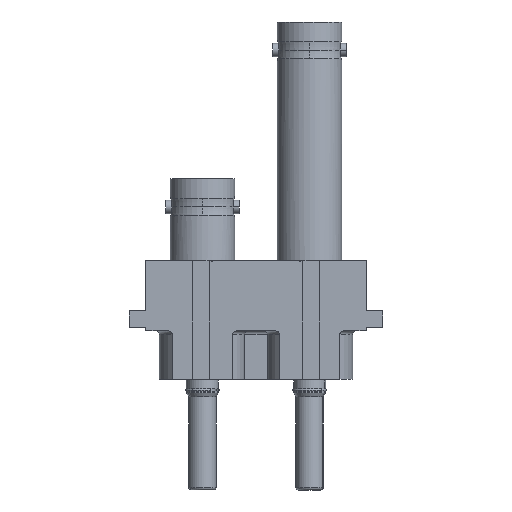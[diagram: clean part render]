
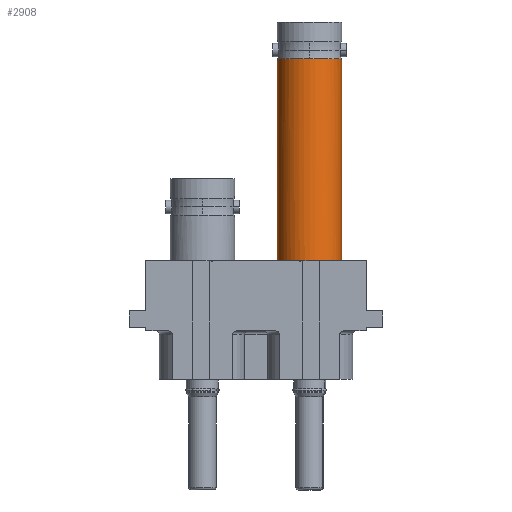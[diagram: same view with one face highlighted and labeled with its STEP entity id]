
A CAD part, left-side view. The second image highlights one B-rep face of the part: STEP entity #2908.
In plain terms, the highlighted cylindrical face has radius 4.8 mm (diameter 9.6 mm), a partial arc.
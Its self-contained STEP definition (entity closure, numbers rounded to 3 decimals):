
#268 = CARTESIAN_POINT ( 'NONE',  ( 0., -16., 43.163 ) ) ;
#347 = DIRECTION ( 'NONE',  ( 0., 1., 0. ) ) ;
#388 = EDGE_CURVE ( 'NONE', #5819, #4770, #3062, .T. ) ;
#395 = DIRECTION ( 'NONE',  ( 0., 0., -1. ) ) ;
#505 = CARTESIAN_POINT ( 'NONE',  ( -0.294, -11.207, 73.185 ) ) ;
#600 = ORIENTED_EDGE ( 'NONE', *, *, #1015, .F. ) ;
#693 = ORIENTED_EDGE ( 'NONE', *, *, #2845, .F. ) ;
#724 = DIRECTION ( 'NONE',  ( 0., 0., -1. ) ) ;
#748 = CARTESIAN_POINT ( 'NONE',  ( -3.378, -12.59, 43.163 ) ) ;
#925 = AXIS2_PLACEMENT_3D ( 'NONE', #1154, #1879, #7679 ) ;
#1015 = EDGE_CURVE ( 'NONE', #3625, #3501, #3132, .T. ) ;
#1058 = CARTESIAN_POINT ( 'NONE',  ( -0.147, -20.8, 73.163 ) ) ;
#1102 = CARTESIAN_POINT ( 'NONE',  ( -0.147, -11.2, 73.163 ) ) ;
#1107 = CARTESIAN_POINT ( 'NONE',  ( -0.293, -20.793, 73.185 ) ) ;
#1154 = CARTESIAN_POINT ( 'NONE',  ( 0., -16., 0. ) ) ;
#1174 = EDGE_CURVE ( 'NONE', #5046, #3708, #5193, .T. ) ;
#1390 = LINE ( 'NONE', #3360, #8108 ) ;
#1445 = DIRECTION ( 'NONE',  ( 0., 1., 0. ) ) ;
#1477 = CARTESIAN_POINT ( 'NONE',  ( 0., -20.8, 43.163 ) ) ;
#1495 = CARTESIAN_POINT ( 'NONE',  ( 0., -16., 43.163 ) ) ;
#1879 = DIRECTION ( 'NONE',  ( 0., 0., -1. ) ) ;
#2051 = CARTESIAN_POINT ( 'NONE',  ( 0., -11.2, 0. ) ) ;
#2110 = EDGE_CURVE ( 'NONE', #3501, #4719, #6272, .T. ) ;
#2397 = CARTESIAN_POINT ( 'NONE',  ( -0.707, -20.749, 73.332 ) ) ;
#2475 = CIRCLE ( 'NONE', #7268, 4.8 ) ;
#2511 = ORIENTED_EDGE ( 'NONE', *, *, #5619, .F. ) ;
#2618 = EDGE_LOOP ( 'NONE', ( #6714, #4377, #2511, #7088, #8238, #693, #6227, #600 ) ) ;
#2699 = AXIS2_PLACEMENT_3D ( 'NONE', #6857, #395, #347 ) ;
#2845 = EDGE_CURVE ( 'NONE', #4719, #3708, #6804, .T. ) ;
#2908 = ADVANCED_FACE ( 'NONE', ( #4452 ), #6473, .T. ) ;
#2934 = CARTESIAN_POINT ( 'NONE',  ( 0., -11.2, 43.163 ) ) ;
#3062 = B_SPLINE_CURVE_WITH_KNOTS ( 'NONE', 3,
 ( #5522, #2397, #6847, #1107, #1058, #6892 ),
 .UNSPECIFIED., .F., .F.,
 ( 4, 2, 4 ),
 ( 0., 0., 0.001 ),
 .UNSPECIFIED. ) ;
#3079 = CARTESIAN_POINT ( 'NONE',  ( 0., -11.2, 73.163 ) ) ;
#3132 = CIRCLE ( 'NONE', #4358, 4.8 ) ;
#3164 = CARTESIAN_POINT ( 'NONE',  ( -0.707, -11.251, 73.332 ) ) ;
#3349 = EDGE_CURVE ( 'NONE', #5046, #7713, #5278, .T. ) ;
#3360 = CARTESIAN_POINT ( 'NONE',  ( 0., -20.8, 0. ) ) ;
#3442 = DIRECTION ( 'NONE',  ( -1., 0., 0. ) ) ;
#3501 = VERTEX_POINT ( 'NONE', #7789 ) ;
#3625 = VERTEX_POINT ( 'NONE', #1477 ) ;
#3708 = VERTEX_POINT ( 'NONE', #2934 ) ;
#4358 = AXIS2_PLACEMENT_3D ( 'NONE', #268, #8107, #4854 ) ;
#4377 = ORIENTED_EDGE ( 'NONE', *, *, #388, .F. ) ;
#4452 = FACE_OUTER_BOUND ( 'NONE', #2618, .T. ) ;
#4719 = VERTEX_POINT ( 'NONE', #748 ) ;
#4770 = VERTEX_POINT ( 'NONE', #8124 ) ;
#4783 = DIRECTION ( 'NONE',  ( 0., 0., -1. ) ) ;
#4854 = DIRECTION ( 'NONE',  ( 0., 1., 0. ) ) ;
#5046 = VERTEX_POINT ( 'NONE', #5284 ) ;
#5193 = LINE ( 'NONE', #2051, #6415 ) ;
#5278 = B_SPLINE_CURVE_WITH_KNOTS ( 'NONE', 3,
 ( #3079, #1102, #505, #6420, #3164, #6930 ),
 .UNSPECIFIED., .F., .F.,
 ( 4, 2, 4 ),
 ( 0.001, 0.001, 0.002 ),
 .UNSPECIFIED. ) ;
#5284 = CARTESIAN_POINT ( 'NONE',  ( 0., -11.2, 73.163 ) ) ;
#5522 = CARTESIAN_POINT ( 'NONE',  ( -0.829, -20.728, 73.413 ) ) ;
#5619 = EDGE_CURVE ( 'NONE', #7713, #5819, #2475, .T. ) ;
#5793 = CARTESIAN_POINT ( 'NONE',  ( -0.829, -20.728, 73.413 ) ) ;
#5819 = VERTEX_POINT ( 'NONE', #5793 ) ;
#6227 = ORIENTED_EDGE ( 'NONE', *, *, #2110, .F. ) ;
#6272 = CIRCLE ( 'NONE', #6540, 4.8 ) ;
#6415 = VECTOR ( 'NONE', #724, 1000. ) ;
#6420 = CARTESIAN_POINT ( 'NONE',  ( -0.573, -11.232, 73.269 ) ) ;
#6473 = CYLINDRICAL_SURFACE ( 'NONE', #925, 4.8 ) ;
#6540 = AXIS2_PLACEMENT_3D ( 'NONE', #1495, #6631, #1445 ) ;
#6631 = DIRECTION ( 'NONE',  ( 0., 0., -1. ) ) ;
#6691 = CARTESIAN_POINT ( 'NONE',  ( 0., -16., 73.413 ) ) ;
#6714 = ORIENTED_EDGE ( 'NONE', *, *, #7876, .F. ) ;
#6736 = DIRECTION ( 'NONE',  ( 0., 0., 1. ) ) ;
#6804 = CIRCLE ( 'NONE', #2699, 4.8 ) ;
#6847 = CARTESIAN_POINT ( 'NONE',  ( -0.575, -20.768, 73.27 ) ) ;
#6857 = CARTESIAN_POINT ( 'NONE',  ( 0., -16., 43.163 ) ) ;
#6892 = CARTESIAN_POINT ( 'NONE',  ( 0., -20.8, 73.163 ) ) ;
#6930 = CARTESIAN_POINT ( 'NONE',  ( -0.829, -11.272, 73.413 ) ) ;
#7088 = ORIENTED_EDGE ( 'NONE', *, *, #3349, .F. ) ;
#7268 = AXIS2_PLACEMENT_3D ( 'NONE', #6691, #6736, #3442 ) ;
#7679 = DIRECTION ( 'NONE',  ( 0., 1., 0. ) ) ;
#7713 = VERTEX_POINT ( 'NONE', #8419 ) ;
#7789 = CARTESIAN_POINT ( 'NONE',  ( -3.378, -19.41, 43.163 ) ) ;
#7876 = EDGE_CURVE ( 'NONE', #4770, #3625, #1390, .T. ) ;
#8107 = DIRECTION ( 'NONE',  ( 0., 0., -1. ) ) ;
#8108 = VECTOR ( 'NONE', #4783, 1000. ) ;
#8124 = CARTESIAN_POINT ( 'NONE',  ( 0., -20.8, 73.163 ) ) ;
#8238 = ORIENTED_EDGE ( 'NONE', *, *, #1174, .T. ) ;
#8419 = CARTESIAN_POINT ( 'NONE',  ( -0.829, -11.272, 73.413 ) ) ;
